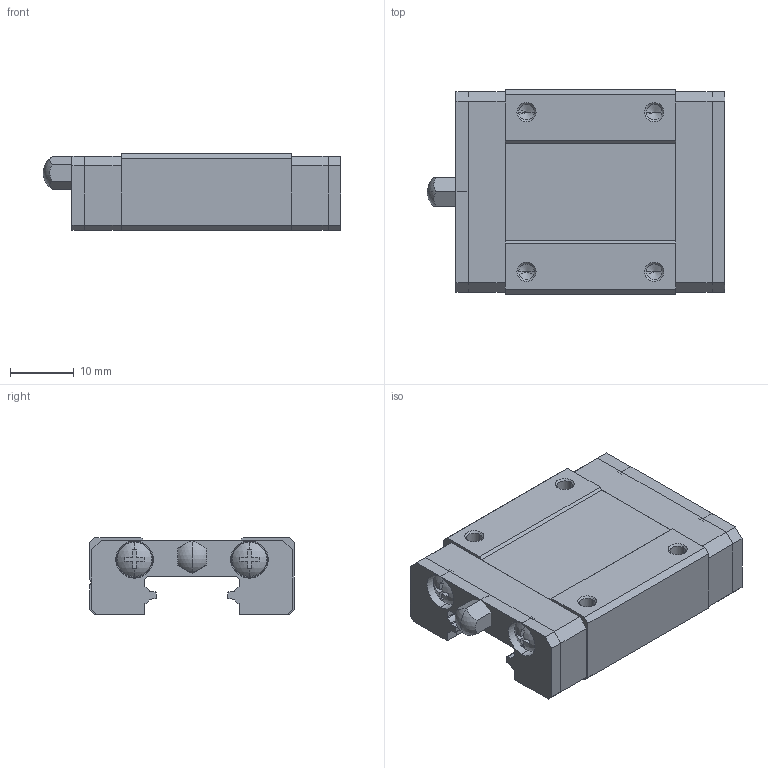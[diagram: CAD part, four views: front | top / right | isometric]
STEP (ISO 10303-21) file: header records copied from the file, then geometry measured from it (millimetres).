
FILE_DESCRIPTION(('starvars output'),'2;1');
FILE_NAME('cv20200730224136000047111.stp','22:41:36 2020/07/30',( 'Thomas Industrial Network Germany GmbH'),( 'Thomas Industrial Network Germany GmbH'),'unknown preprocess','ACIS' ,'unknown authorization');
FILE_SCHEMA(('AUTOMOTIVE_DESIGN_CC2 {UNKNOWN IMPLEMENTATION LEVEL}'));
Length unit declared in the file: millimetre
Products named in the file (10): PRODUCT_ID_1; PRODUCT_ID_2; PRODUCT_ID_3; PRODUCT_ID_4; PRODUCT_ID_5; PRODUCT_ID_6; PRODUCT_ID_7; PRODUCT_ID_8; PRODUCT_ID_9; PRODUCT_ID_10
Bounding box: 46.6 x 32 x 12 mm (x, y, z)
Volume: 12012.5 mm3; surface area: 7754.5 mm2
Topology: 10 solids, 10 shells, 356 faces, 947 edges, 616 vertices
Faces by surface type: plane 197, cylinder 117, cone 32, sphere 10
Entity records: 14010 total; most frequent: ORIENTED_EDGE 1878, CARTESIAN_POINT 1749, DIRECTION 1690, EDGE_CURVE 939, VERTEX_POINT 616, VECTOR 576, LINE 576, AXIS2_PLACEMENT_3D 557
